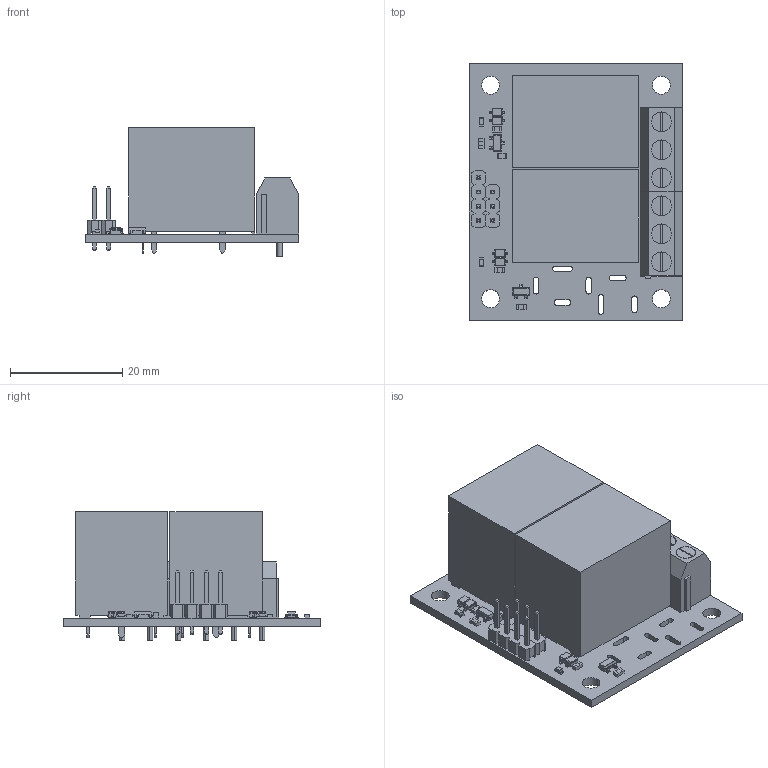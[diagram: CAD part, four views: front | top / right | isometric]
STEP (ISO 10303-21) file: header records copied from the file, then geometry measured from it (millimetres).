
FILE_DESCRIPTION (( 'STEP AP214' ), '1' );
FILE_NAME ('pololu_basic_2-channel_spdt_relay_carrier_with_dc_relays.step', '2021-09-07T22:52:48', ( '' ), ( '' ), 'SwSTEP 2.0', 'SolidWorks 2021', '' );
FILE_SCHEMA (( 'AUTOMOTIVE_DESIGN' ));
Length unit declared in the file: millimetre
Products named in the file (1): pololu_basic_2-channel_spdt_relay_carrier_with_dc_relays
Bounding box: 38.11 x 45.72 x 23 mm (x, y, z)
Volume: 18294.5 mm3; surface area: 11251.4 mm2
Topology: 7 solids, 7 shells, 1400 faces, 3653 edges, 2354 vertices
Faces by surface type: plane 1011, cylinder 223, bspline 166
Entity records: 64117 total; most frequent: CARTESIAN_POINT 15012, ORIENTED_EDGE 7306, DIRECTION 6175, EDGE_CURVE 3653, LINE 2837, VECTOR 2837, VERTEX_POINT 2354, AXIS2_PLACEMENT_3D 1669
